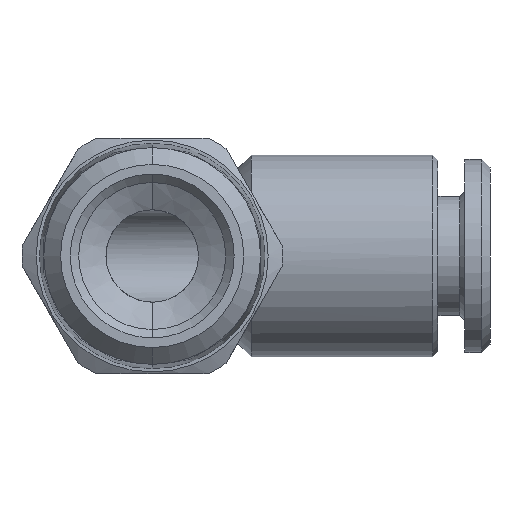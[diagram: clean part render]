
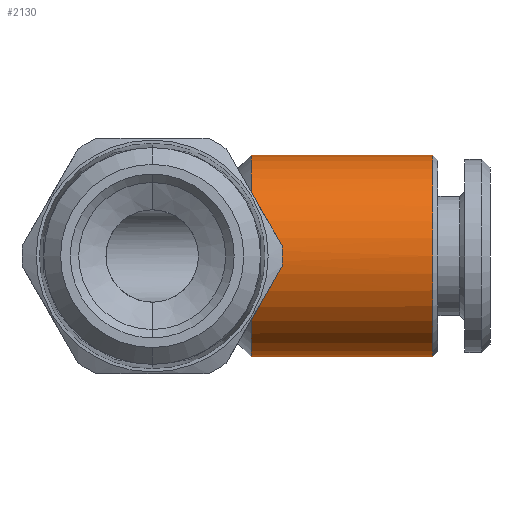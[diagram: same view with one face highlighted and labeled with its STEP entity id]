
A CAD part, front view. The second image highlights one B-rep face of the part: STEP entity #2130.
In plain terms, the highlighted cylindrical face has radius 6 mm (diameter 12 mm), a partial arc.
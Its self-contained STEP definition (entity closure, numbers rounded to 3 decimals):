
#4 = CARTESIAN_POINT ( 'NONE',  ( 6.034, -6.034, 0.368 ) ) ;
#7 = CARTESIAN_POINT ( 'NONE',  ( 5.9, -5.9, -1.091 ) ) ;
#10 = CARTESIAN_POINT ( 'NONE',  ( 5.9, -5.9, 1.091 ) ) ;
#14 = CARTESIAN_POINT ( 'NONE',  ( 6.034, -6.034, -0.368 ) ) ;
#16 =( BOUNDED_CURVE ( )  B_SPLINE_CURVE ( 3, ( #10, #4, #14, #7 ),
 .UNSPECIFIED., .F., .T. ) 
 B_SPLINE_CURVE_WITH_KNOTS ( ( 4, 4 ),
 ( 6.1, 6.466 ),
 .UNSPECIFIED. ) 
 CURVE ( )  GEOMETRIC_REPRESENTATION_ITEM ( )  RATIONAL_B_SPLINE_CURVE ( ( 1., 0.989, 0.989, 1. ) ) 
 REPRESENTATION_ITEM ( '' )  );
#64 = CIRCLE ( 'NONE', #92, 6. ) ;
#74 = DIRECTION ( 'NONE',  ( -1., 0., 0. ) ) ;
#77 = CARTESIAN_POINT ( 'NONE',  ( 16.7, 0., 0. ) ) ;
#87 = DIRECTION ( 'NONE',  ( 0., 0., 1. ) ) ;
#92 = AXIS2_PLACEMENT_3D ( 'NONE', #77, #74, #87 ) ;
#463 = CARTESIAN_POINT ( 'NONE',  ( 5.9, -5.9, 1.091 ) ) ;
#679 = DIRECTION ( 'NONE',  ( -1., 0., 0. ) ) ;
#692 = CIRCLE ( 'NONE', #711, 6. ) ;
#694 = CARTESIAN_POINT ( 'NONE',  ( 5.9, 0., 0. ) ) ;
#698 = DIRECTION ( 'NONE',  ( 0., 0., 1. ) ) ;
#711 = AXIS2_PLACEMENT_3D ( 'NONE', #694, #679, #698 ) ;
#723 = CARTESIAN_POINT ( 'NONE',  ( 5.9, -5.9, -1.091 ) ) ;
#767 = DIRECTION ( 'NONE',  ( -1., 0., 0. ) ) ;
#768 = VECTOR ( 'NONE', #767, 1000. ) ;
#769 = CARTESIAN_POINT ( 'NONE',  ( -3.45, 0., -6. ) ) ;
#776 = LINE ( 'NONE', #769, #768 ) ;
#804 = DIRECTION ( 'NONE',  ( 0., 0., 1. ) ) ;
#805 = DIRECTION ( 'NONE',  ( -1., 0., 0. ) ) ;
#809 = CARTESIAN_POINT ( 'NONE',  ( -3.45, 0., 0. ) ) ;
#810 = AXIS2_PLACEMENT_3D ( 'NONE', #809, #805, #804 ) ;
#824 = CYLINDRICAL_SURFACE ( 'NONE', #810, 6. ) ;
#825 = FACE_OUTER_BOUND ( 'NONE', #2140, .T. ) ;
#846 = CIRCLE ( 'NONE', #862, 6. ) ;
#859 = DIRECTION ( 'NONE',  ( 0., 0., 1. ) ) ;
#860 = DIRECTION ( 'NONE',  ( -1., 0., 0. ) ) ;
#861 = CARTESIAN_POINT ( 'NONE',  ( 5.9, 0., 0. ) ) ;
#862 = AXIS2_PLACEMENT_3D ( 'NONE', #861, #860, #859 ) ;
#1036 = CARTESIAN_POINT ( 'NONE',  ( 5.9, 0., -6. ) ) ;
#1079 = DIRECTION ( 'NONE',  ( -1., 0., 0. ) ) ;
#1108 = LINE ( 'NONE', #1130, #1129 ) ;
#1129 = VECTOR ( 'NONE', #1079, 1000. ) ;
#1130 = CARTESIAN_POINT ( 'NONE',  ( -3.45, 0., 6. ) ) ;
#1325 = CARTESIAN_POINT ( 'NONE',  ( 16.7, 0., 6. ) ) ;
#1346 = CARTESIAN_POINT ( 'NONE',  ( 5.9, 0., 6. ) ) ;
#1365 = CARTESIAN_POINT ( 'NONE',  ( 16.7, 0., -6. ) ) ;
#2007 = VERTEX_POINT ( 'NONE', #463 ) ;
#2022 = EDGE_CURVE ( 'NONE', #2007, #2087, #16, .T. ) ;
#2067 = EDGE_CURVE ( 'NONE', #2007, #2348, #692, .T. ) ;
#2074 = ORIENTED_EDGE ( 'NONE', *, *, #2155, .F. ) ;
#2078 = ORIENTED_EDGE ( 'NONE', *, *, #2167, .T. ) ;
#2079 = ORIENTED_EDGE ( 'NONE', *, *, #2085, .T. ) ;
#2084 = ORIENTED_EDGE ( 'NONE', *, *, #2067, .F. ) ;
#2085 = EDGE_CURVE ( 'NONE', #2324, #2319, #64, .T. ) ;
#2087 = VERTEX_POINT ( 'NONE', #723 ) ;
#2098 = ORIENTED_EDGE ( 'NONE', *, *, #2022, .T. ) ;
#2130 = ADVANCED_FACE ( 'NONE', ( #825 ), #824, .T. ) ;
#2140 = EDGE_LOOP ( 'NONE', ( #2074, #2079, #2078, #2084, #2098, #2179 ) ) ;
#2155 = EDGE_CURVE ( 'NONE', #2324, #2406, #776, .T. ) ;
#2167 = EDGE_CURVE ( 'NONE', #2319, #2348, #1108, .T. ) ;
#2179 = ORIENTED_EDGE ( 'NONE', *, *, #2197, .F. ) ;
#2197 = EDGE_CURVE ( 'NONE', #2406, #2087, #846, .T. ) ;
#2319 = VERTEX_POINT ( 'NONE', #1325 ) ;
#2324 = VERTEX_POINT ( 'NONE', #1365 ) ;
#2348 = VERTEX_POINT ( 'NONE', #1346 ) ;
#2406 = VERTEX_POINT ( 'NONE', #1036 ) ;
